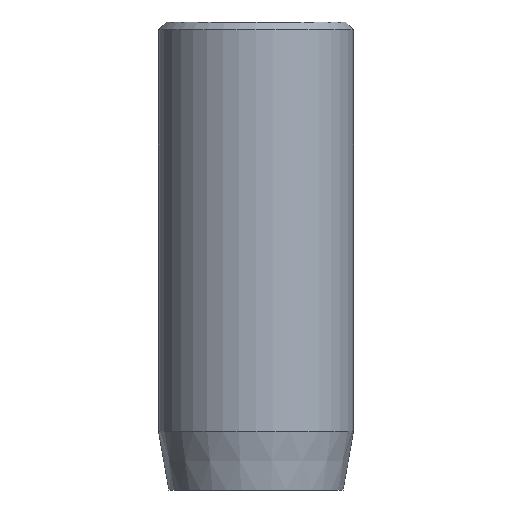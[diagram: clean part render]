
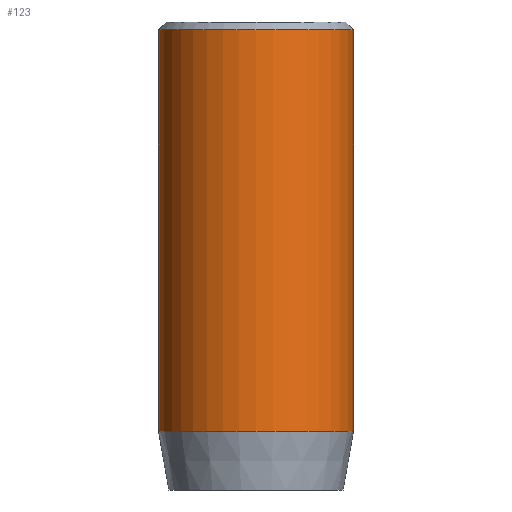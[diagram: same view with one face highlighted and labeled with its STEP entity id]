
A CAD part, front view. The second image highlights one B-rep face of the part: STEP entity #123.
In plain terms, the highlighted cylindrical face has radius 2.5 mm (diameter 5 mm), a partial arc.
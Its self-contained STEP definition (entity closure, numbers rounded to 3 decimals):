
#45 = EDGE_CURVE ( 'NONE', #704, #812, #716, .T. ) ;
#54 = CARTESIAN_POINT ( 'NONE',  ( -2.5, 0., 12. ) ) ;
#72 = ORIENTED_EDGE ( 'NONE', *, *, #689, .T. ) ;
#78 = DIRECTION ( 'NONE',  ( 0., 0., -1. ) ) ;
#123 = ADVANCED_FACE ( 'NONE', ( #633 ), #1101, .T. ) ;
#130 = DIRECTION ( 'NONE',  ( 0., 0., -1. ) ) ;
#134 = LINE ( 'NONE', #155, #590 ) ;
#147 = LINE ( 'NONE', #54, #631 ) ;
#155 = CARTESIAN_POINT ( 'NONE',  ( 2.5, 0., 12. ) ) ;
#156 = CARTESIAN_POINT ( 'NONE',  ( 2.5, 0., 1.5 ) ) ;
#236 = DIRECTION ( 'NONE',  ( 0., 0., -1. ) ) ;
#341 = CARTESIAN_POINT ( 'NONE',  ( -2.5, 0., 1.5 ) ) ;
#379 = DIRECTION ( 'NONE',  ( 0., 0., -1. ) ) ;
#446 = EDGE_CURVE ( 'NONE', #680, #812, #134, .T. ) ;
#542 = AXIS2_PLACEMENT_3D ( 'NONE', #913, #1140, #1138 ) ;
#590 = VECTOR ( 'NONE', #130, 1000. ) ;
#591 = ORIENTED_EDGE ( 'NONE', *, *, #446, .F. ) ;
#626 = CARTESIAN_POINT ( 'NONE',  ( 0., 0., 11.8 ) ) ;
#631 = VECTOR ( 'NONE', #236, 1000. ) ;
#633 = FACE_OUTER_BOUND ( 'NONE', #720, .T. ) ;
#680 = VERTEX_POINT ( 'NONE', #878 ) ;
#689 = EDGE_CURVE ( 'NONE', #957, #704, #147, .T. ) ;
#704 = VERTEX_POINT ( 'NONE', #341 ) ;
#716 = CIRCLE ( 'NONE', #542, 2.5 ) ;
#718 = DIRECTION ( 'NONE',  ( 1., 0., 0. ) ) ;
#720 = EDGE_LOOP ( 'NONE', ( #591, #746, #72, #1195 ) ) ;
#746 = ORIENTED_EDGE ( 'NONE', *, *, #928, .T. ) ;
#807 = CARTESIAN_POINT ( 'NONE',  ( -2.5, 0., 11.8 ) ) ;
#812 = VERTEX_POINT ( 'NONE', #156 ) ;
#878 = CARTESIAN_POINT ( 'NONE',  ( 2.5, 0., 11.8 ) ) ;
#893 = DIRECTION ( 'NONE',  ( -1., 0., 0. ) ) ;
#895 = CARTESIAN_POINT ( 'NONE',  ( 0., 0., 12. ) ) ;
#913 = CARTESIAN_POINT ( 'NONE',  ( 0., 0., 1.5 ) ) ;
#928 = EDGE_CURVE ( 'NONE', #680, #957, #1165, .T. ) ;
#957 = VERTEX_POINT ( 'NONE', #807 ) ;
#1055 = AXIS2_PLACEMENT_3D ( 'NONE', #895, #379, #893 ) ;
#1101 = CYLINDRICAL_SURFACE ( 'NONE', #1055, 2.5 ) ;
#1104 = AXIS2_PLACEMENT_3D ( 'NONE', #626, #78, #718 ) ;
#1138 = DIRECTION ( 'NONE',  ( 1., 0., 0. ) ) ;
#1140 = DIRECTION ( 'NONE',  ( 0., 0., 1. ) ) ;
#1165 = CIRCLE ( 'NONE', #1104, 2.5 ) ;
#1195 = ORIENTED_EDGE ( 'NONE', *, *, #45, .T. ) ;
